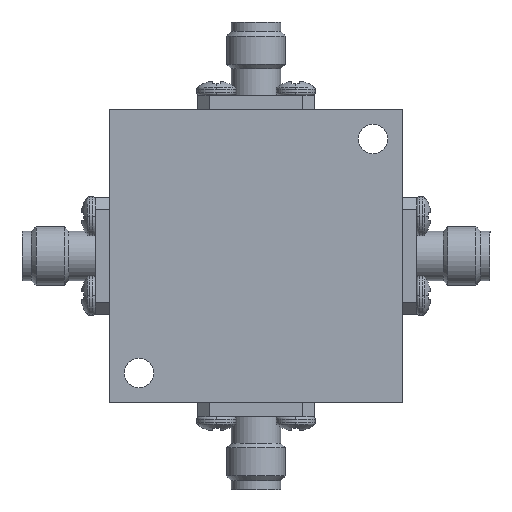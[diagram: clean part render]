
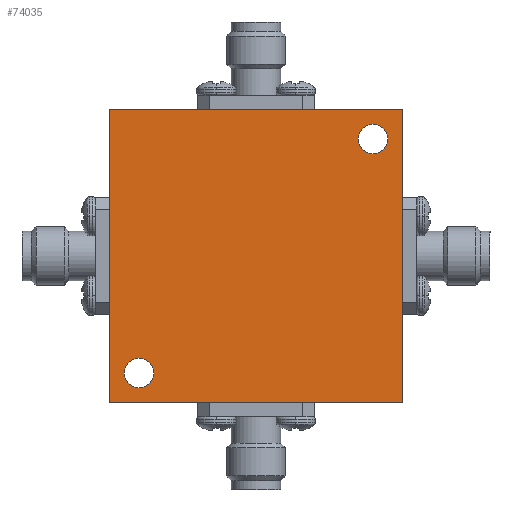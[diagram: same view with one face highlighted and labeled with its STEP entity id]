
A CAD part, front view. The second image highlights one B-rep face of the part: STEP entity #74035.
In plain terms, the highlighted planar face has unit normal (0, -1, 0).
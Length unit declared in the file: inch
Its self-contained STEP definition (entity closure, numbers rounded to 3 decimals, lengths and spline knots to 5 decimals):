
#1137 = DIRECTION ( 'NONE',  ( -1., 0., 0. ) ) ;
#1602 = VECTOR ( 'NONE', #1137, 39.37008 ) ;
#2345 = DIRECTION ( 'NONE',  ( 0., 0., -1. ) ) ;
#5192 = VECTOR ( 'NONE', #34404, 39.37008 ) ;
#6964 = EDGE_CURVE ( 'NONE', #20926, #67736, #71676, .T. ) ;
#7907 = EDGE_CURVE ( 'NONE', #30864, #12630, #43107, .T. ) ;
#8450 = CARTESIAN_POINT ( 'NONE',  ( -0.5, 0., -0.5 ) ) ;
#9787 = ORIENTED_EDGE ( 'NONE', *, *, #7907, .T. ) ;
#10480 = DIRECTION ( 'NONE',  ( 0., 1., 0. ) ) ;
#12630 = VERTEX_POINT ( 'NONE', #29140 ) ;
#16174 = CARTESIAN_POINT ( 'NONE',  ( -0.625, 0., 0.625 ) ) ;
#17522 = EDGE_LOOP ( 'NONE', ( #23141, #32483 ) ) ;
#19234 = AXIS2_PLACEMENT_3D ( 'NONE', #58255, #28055, #22119 ) ;
#20796 = CARTESIAN_POINT ( 'NONE',  ( 0.5, 0., 0.5 ) ) ;
#20926 = VERTEX_POINT ( 'NONE', #43616 ) ;
#21169 = DIRECTION ( 'NONE',  ( 0., 0., 1. ) ) ;
#21556 = ORIENTED_EDGE ( 'NONE', *, *, #69323, .F. ) ;
#22119 = DIRECTION ( 'NONE',  ( 0., 0., -1. ) ) ;
#22233 = CARTESIAN_POINT ( 'NONE',  ( 0.625, 0., 0.625 ) ) ;
#22938 = CIRCLE ( 'NONE', #29241, 0.0625 ) ;
#23141 = ORIENTED_EDGE ( 'NONE', *, *, #73938, .T. ) ;
#25498 = ORIENTED_EDGE ( 'NONE', *, *, #45131, .F. ) ;
#26488 = ORIENTED_EDGE ( 'NONE', *, *, #44534, .T. ) ;
#28055 = DIRECTION ( 'NONE',  ( 0., -1., 0. ) ) ;
#28107 = CARTESIAN_POINT ( 'NONE',  ( -0.5, 0., -0.4375 ) ) ;
#28403 = LINE ( 'NONE', #16174, #34909 ) ;
#29140 = CARTESIAN_POINT ( 'NONE',  ( 0.5, 0., 0.5625 ) ) ;
#29241 = AXIS2_PLACEMENT_3D ( 'NONE', #31706, #67760, #32090 ) ;
#29545 = VERTEX_POINT ( 'NONE', #22233 ) ;
#29704 = CARTESIAN_POINT ( 'NONE',  ( -0.625, 0., 0.625 ) ) ;
#30555 = AXIS2_PLACEMENT_3D ( 'NONE', #8450, #69177, #32399 ) ;
#30864 = VERTEX_POINT ( 'NONE', #49959 ) ;
#31706 = CARTESIAN_POINT ( 'NONE',  ( -0.5, 0., -0.5 ) ) ;
#32090 = DIRECTION ( 'NONE',  ( 0., 0., 1. ) ) ;
#32245 = VERTEX_POINT ( 'NONE', #74928 ) ;
#32399 = DIRECTION ( 'NONE',  ( 0., 0., 1. ) ) ;
#32483 = ORIENTED_EDGE ( 'NONE', *, *, #62713, .T. ) ;
#32757 = CARTESIAN_POINT ( 'NONE',  ( -0.625, 0., -0.625 ) ) ;
#34404 = DIRECTION ( 'NONE',  ( 0., 0., 1. ) ) ;
#34690 = PLANE ( 'NONE',  #19234 ) ;
#34909 = VECTOR ( 'NONE', #63268, 39.37008 ) ;
#36302 = CIRCLE ( 'NONE', #37544, 0.0625 ) ;
#36414 = VECTOR ( 'NONE', #2345, 39.37008 ) ;
#36492 = EDGE_LOOP ( 'NONE', ( #25498, #68798, #21556, #75304 ) ) ;
#36860 = EDGE_LOOP ( 'NONE', ( #9787, #26488 ) ) ;
#37544 = AXIS2_PLACEMENT_3D ( 'NONE', #47763, #10480, #71622 ) ;
#39286 = CIRCLE ( 'NONE', #30555, 0.0625 ) ;
#43028 = EDGE_CURVE ( 'NONE', #56017, #29545, #28403, .T. ) ;
#43107 = CIRCLE ( 'NONE', #58015, 0.0625 ) ;
#43411 = VERTEX_POINT ( 'NONE', #28107 ) ;
#43616 = CARTESIAN_POINT ( 'NONE',  ( 0.625, 0., -0.625 ) ) ;
#44534 = EDGE_CURVE ( 'NONE', #12630, #30864, #36302, .T. ) ;
#45131 = EDGE_CURVE ( 'NONE', #29545, #20926, #55715, .T. ) ;
#47763 = CARTESIAN_POINT ( 'NONE',  ( 0.5, 0., 0.5 ) ) ;
#49959 = CARTESIAN_POINT ( 'NONE',  ( 0.5, 0., 0.4375 ) ) ;
#51959 = FACE_BOUND ( 'NONE', #36860, .T. ) ;
#55715 = LINE ( 'NONE', #72884, #36414 ) ;
#56017 = VERTEX_POINT ( 'NONE', #75724 ) ;
#58015 = AXIS2_PLACEMENT_3D ( 'NONE', #20796, #74921, #21169 ) ;
#58255 = CARTESIAN_POINT ( 'NONE',  ( 0., 0., 0. ) ) ;
#59017 = FACE_BOUND ( 'NONE', #17522, .T. ) ;
#62713 = EDGE_CURVE ( 'NONE', #43411, #32245, #22938, .T. ) ;
#63268 = DIRECTION ( 'NONE',  ( 1., 0., 0. ) ) ;
#64195 = LINE ( 'NONE', #29704, #5192 ) ;
#65829 = CARTESIAN_POINT ( 'NONE',  ( -0.625, 0., -0.625 ) ) ;
#67736 = VERTEX_POINT ( 'NONE', #32757 ) ;
#67760 = DIRECTION ( 'NONE',  ( 0., 1., 0. ) ) ;
#68798 = ORIENTED_EDGE ( 'NONE', *, *, #43028, .F. ) ;
#69177 = DIRECTION ( 'NONE',  ( 0., 1., 0. ) ) ;
#69323 = EDGE_CURVE ( 'NONE', #67736, #56017, #64195, .T. ) ;
#70329 = FACE_OUTER_BOUND ( 'NONE', #36492, .T. ) ;
#71622 = DIRECTION ( 'NONE',  ( 0., 0., 1. ) ) ;
#71676 = LINE ( 'NONE', #65829, #1602 ) ;
#72884 = CARTESIAN_POINT ( 'NONE',  ( 0.625, 0., 0.625 ) ) ;
#73938 = EDGE_CURVE ( 'NONE', #32245, #43411, #39286, .T. ) ;
#74035 = ADVANCED_FACE ( 'NONE', ( #59017, #70329, #51959 ), #34690, .T. ) ;
#74921 = DIRECTION ( 'NONE',  ( 0., 1., 0. ) ) ;
#74928 = CARTESIAN_POINT ( 'NONE',  ( -0.5, 0., -0.5625 ) ) ;
#75304 = ORIENTED_EDGE ( 'NONE', *, *, #6964, .F. ) ;
#75724 = CARTESIAN_POINT ( 'NONE',  ( -0.625, 0., 0.625 ) ) ;
